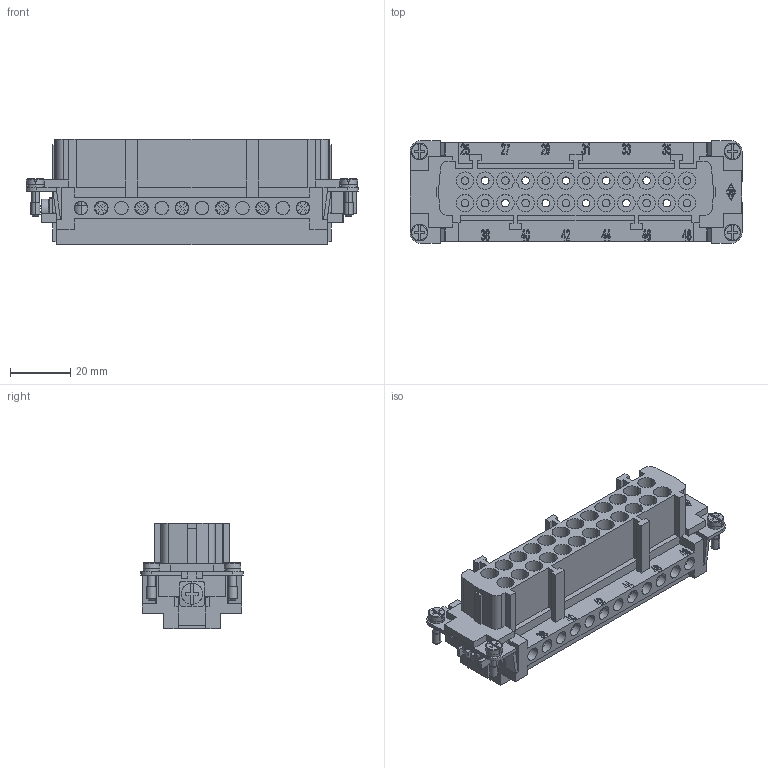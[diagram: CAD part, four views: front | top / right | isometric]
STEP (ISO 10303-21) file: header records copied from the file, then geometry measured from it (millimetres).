
FILE_DESCRIPTION((''),'2;1');
FILE_NAME('CMEF 10 TN.stp','2006-10-31T13:25:50',('gembarski'),(''),'Autodesk Inventor 7','Autodesk Inventor 7','');
FILE_SCHEMA(('AUTOMOTIVE_DESIGN { 1 0 10303 214 1 1 1 1 }'));
Length unit declared in the file: millimetre
Products named in the file (1): CMEF 10 TN
Bounding box: 110.3 x 34 x 35 mm (x, y, z)
Volume: 53425.2 mm3; surface area: 40389.5 mm2
Topology: 25 solids, 25 shells, 2220 faces, 5948 edges, 3915 vertices
Faces by surface type: plane 1096, bspline 822, cylinder 286, torus 8, cone 4, sphere 4
Entity records: 75283 total; most frequent: CARTESIAN_POINT 22868, ORIENTED_EDGE 11900, DIRECTION 8911, EDGE_CURVE 5950, VERTEX_POINT 3915, VECTOR 3899, LINE 3899, EDGE_LOOP 2511
